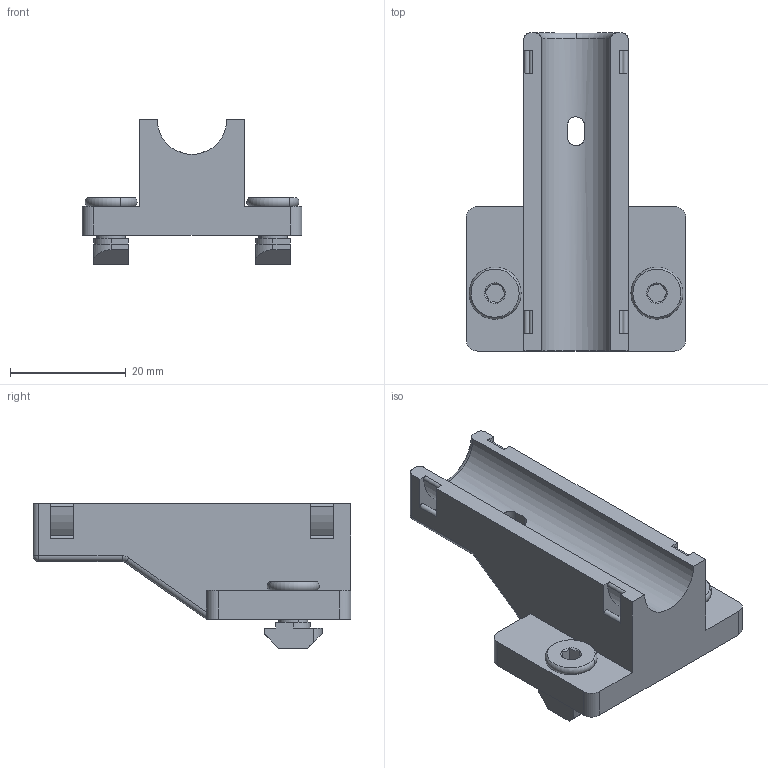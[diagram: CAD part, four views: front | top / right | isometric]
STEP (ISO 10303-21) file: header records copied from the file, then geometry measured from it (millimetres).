
FILE_DESCRIPTION (( 'STEP AP214' ), '1' );
FILE_NAME ('tool_cable_management_assembly.STEP', '2020-07-12T21:59:27', ( '' ), ( '' ), 'SwSTEP 2.0', 'SolidWorks 2019', '' );
FILE_SCHEMA (( 'AUTOMOTIVE_DESIGN' ));
Length unit declared in the file: millimetre
Products named in the file (4): m5_locking_t_nut_20x20_generic; tool_cable_management_assembly; tool_cable_management_bracket; m5_low_profile_screw_template_M5 x 10
Assembly tree (5 placements, depth 2):
  tool_cable_management_assembly
    tool_cable_management_bracket
    m5_low_profile_screw_template_M5 x 10  x2
    m5_locking_t_nut_20x20_generic  x2
Bounding box: 38 x 55 x 25 mm (x, y, z)
Volume: 15177.8 mm3; surface area: 7425.1 mm2
Topology: 5 solids, 5 shells, 139 faces, 368 edges, 236 vertices
Faces by surface type: plane 65, cylinder 52, cone 12, torus 8, sphere 2
Entity records: 3507 total; most frequent: CARTESIAN_POINT 690, DIRECTION 576, ORIENTED_EDGE 552, EDGE_CURVE 276, AXIS2_PLACEMENT_3D 208, VERTEX_POINT 178, VECTOR 160, LINE 160
